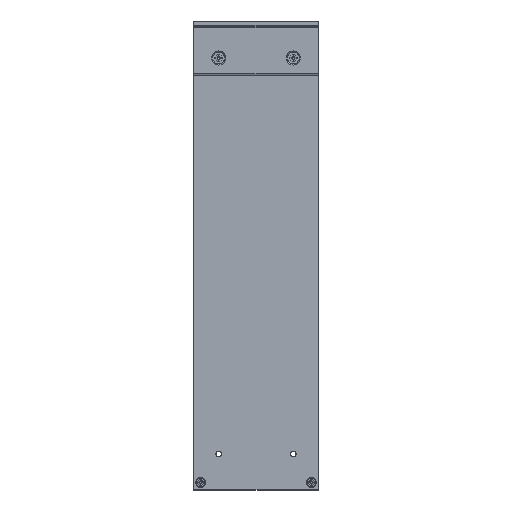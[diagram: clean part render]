
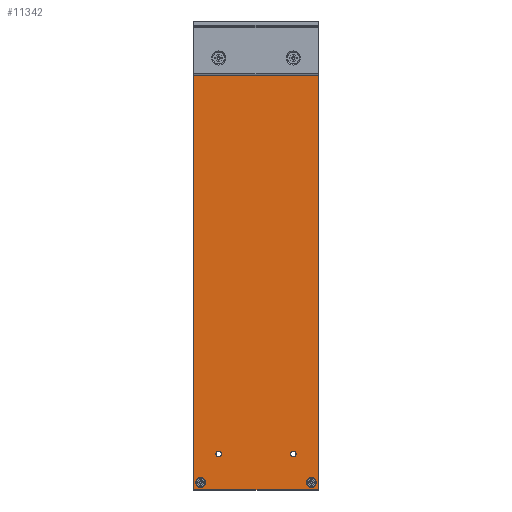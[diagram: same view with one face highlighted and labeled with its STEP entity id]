
A CAD part, front view. The second image highlights one B-rep face of the part: STEP entity #11342.
In plain terms, the highlighted planar face has unit normal (0, -1, 0).
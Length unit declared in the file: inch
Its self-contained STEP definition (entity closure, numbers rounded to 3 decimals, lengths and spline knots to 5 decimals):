
#298 = FACE_BOUND ( 'NONE', #54830, .T. ) ;
#516 = CARTESIAN_POINT ( 'NONE',  ( -0.007, -0.31353, 1. ) ) ;
#649 = EDGE_CURVE ( 'NONE', #11956, #12020, #59648, .T. ) ;
#1335 = DIRECTION ( 'NONE',  ( -1., 0., 0. ) ) ;
#1419 = AXIS2_PLACEMENT_3D ( 'NONE', #68940, #40961, #62596 ) ;
#1847 = CARTESIAN_POINT ( 'NONE',  ( 0.69241, -0.31353, 13. ) ) ;
#3152 = ORIENTED_EDGE ( 'NONE', *, *, #43636, .T. ) ;
#3305 = EDGE_CURVE ( 'NONE', #10713, #10713, #19772, .T. ) ;
#3424 = LINE ( 'NONE', #50881, #50440 ) ;
#3978 = ORIENTED_EDGE ( 'NONE', *, *, #3305, .T. ) ;
#4914 = FACE_BOUND ( 'NONE', #11970, .T. ) ;
#5136 = DIRECTION ( 'NONE',  ( -1., 0., 0. ) ) ;
#5257 = FACE_BOUND ( 'NONE', #37160, .T. ) ;
#5322 = ORIENTED_EDGE ( 'NONE', *, *, #7063, .T. ) ;
#5521 = DIRECTION ( 'NONE',  ( 1., 0., 0. ) ) ;
#5862 = AXIS2_PLACEMENT_3D ( 'NONE', #39585, #55456, #1335 ) ;
#5916 = EDGE_CURVE ( 'NONE', #55297, #55297, #15004, .T. ) ;
#6134 = AXIS2_PLACEMENT_3D ( 'NONE', #70097, #21515, #32530 ) ;
#7063 = EDGE_CURVE ( 'NONE', #22699, #22699, #7286, .T. ) ;
#7194 = AXIS2_PLACEMENT_3D ( 'NONE', #56948, #23616, #9115 ) ;
#7242 = FACE_BOUND ( 'NONE', #30123, .T. ) ;
#7286 = CIRCLE ( 'NONE', #26436, 0.1378 ) ;
#7727 = VERTEX_POINT ( 'NONE', #67630 ) ;
#9115 = DIRECTION ( 'NONE',  ( 1., 0., 0. ) ) ;
#10387 = CARTESIAN_POINT ( 'NONE',  ( 0.69241, -0.31353, 0. ) ) ;
#10713 = VERTEX_POINT ( 'NONE', #48593 ) ;
#11193 = CIRCLE ( 'NONE', #26945, 0.07799 ) ;
#11342 = ADVANCED_FACE ( 'NONE', ( #4914, #21182, #7242, #5257, #42488, #39526, #59809, #298, #64450 ), #53753, .T. ) ;
#11956 = VERTEX_POINT ( 'NONE', #35801 ) ;
#11970 = EDGE_LOOP ( 'NONE', ( #45618 ) ) ;
#12020 = VERTEX_POINT ( 'NONE', #49496 ) ;
#12843 = CARTESIAN_POINT ( 'NONE',  ( -2.15585, -0.31353, 12. ) ) ;
#13178 = DIRECTION ( 'NONE',  ( 0., 1., 0. ) ) ;
#13490 = DIRECTION ( 'NONE',  ( -1., 0., 0. ) ) ;
#13892 = CARTESIAN_POINT ( 'NONE',  ( 0.63186, -0.31353, 0.21 ) ) ;
#14178 = VECTOR ( 'NONE', #13490, 39.37008 ) ;
#14491 = EDGE_CURVE ( 'NONE', #24787, #24787, #11193, .T. ) ;
#15004 = CIRCLE ( 'NONE', #1419, 0.07799 ) ;
#16214 = DIRECTION ( 'NONE',  ( 0., 1., 0. ) ) ;
#19772 = CIRCLE ( 'NONE', #39009, 0.07799 ) ;
#20309 = EDGE_CURVE ( 'NONE', #33620, #33620, #36471, .T. ) ;
#21117 = EDGE_LOOP ( 'NONE', ( #24163, #3152, #49951, #35531 ) ) ;
#21127 = CARTESIAN_POINT ( 'NONE',  ( 0.49407, -0.31353, 12.79 ) ) ;
#21182 = FACE_BOUND ( 'NONE', #63847, .T. ) ;
#21515 = DIRECTION ( 'NONE',  ( 0., -1., 0. ) ) ;
#21574 = DIRECTION ( 'NONE',  ( 0., 1., 0. ) ) ;
#22699 = VERTEX_POINT ( 'NONE', #39423 ) ;
#23616 = DIRECTION ( 'NONE',  ( 0., 1., 0. ) ) ;
#24163 = ORIENTED_EDGE ( 'NONE', *, *, #59779, .T. ) ;
#24787 = VERTEX_POINT ( 'NONE', #46422 ) ;
#24998 = DIRECTION ( 'NONE',  ( 0., 0., -1. ) ) ;
#26102 = CARTESIAN_POINT ( 'NONE',  ( -2.77727, -0.31353, 13. ) ) ;
#26436 = AXIS2_PLACEMENT_3D ( 'NONE', #60202, #21574, #48842 ) ;
#26945 = AXIS2_PLACEMENT_3D ( 'NONE', #38714, #13178, #55985 ) ;
#27179 = VERTEX_POINT ( 'NONE', #38969 ) ;
#27590 = VECTOR ( 'NONE', #60922, 39.37008 ) ;
#28410 = EDGE_CURVE ( 'NONE', #48047, #11956, #3424, .T. ) ;
#28870 = CIRCLE ( 'NONE', #65167, 0.1378 ) ;
#29283 = CARTESIAN_POINT ( 'NONE',  ( -0.08499, -0.31353, 12. ) ) ;
#30123 = EDGE_LOOP ( 'NONE', ( #31630 ) ) ;
#30983 = EDGE_CURVE ( 'NONE', #62058, #62058, #46988, .T. ) ;
#31630 = ORIENTED_EDGE ( 'NONE', *, *, #42211, .T. ) ;
#32530 = DIRECTION ( 'NONE',  ( 1., 0., 0. ) ) ;
#33620 = VERTEX_POINT ( 'NONE', #29283 ) ;
#33713 = EDGE_LOOP ( 'NONE', ( #34615 ) ) ;
#34615 = ORIENTED_EDGE ( 'NONE', *, *, #5916, .T. ) ;
#35164 = VECTOR ( 'NONE', #64633, 39.37008 ) ;
#35531 = ORIENTED_EDGE ( 'NONE', *, *, #649, .T. ) ;
#35634 = VERTEX_POINT ( 'NONE', #1847 ) ;
#35801 = CARTESIAN_POINT ( 'NONE',  ( -2.77727, -0.31353, 0. ) ) ;
#36471 = CIRCLE ( 'NONE', #5862, 0.07799 ) ;
#36893 = AXIS2_PLACEMENT_3D ( 'NONE', #40246, #61851, #56481 ) ;
#37160 = EDGE_LOOP ( 'NONE', ( #46244 ) ) ;
#37796 = CIRCLE ( 'NONE', #7194, 0.1378 ) ;
#37817 = ORIENTED_EDGE ( 'NONE', *, *, #14491, .T. ) ;
#38714 = CARTESIAN_POINT ( 'NONE',  ( -2.07786, -0.31353, 1. ) ) ;
#38953 = ORIENTED_EDGE ( 'NONE', *, *, #20309, .T. ) ;
#38969 = CARTESIAN_POINT ( 'NONE',  ( -2.44113, -0.31353, 0.21 ) ) ;
#39009 = AXIS2_PLACEMENT_3D ( 'NONE', #516, #43368, #5136 ) ;
#39359 = CARTESIAN_POINT ( 'NONE',  ( 0.69241, -0.31353, 0. ) ) ;
#39423 = CARTESIAN_POINT ( 'NONE',  ( -2.44113, -0.31353, 12.79 ) ) ;
#39526 = FACE_BOUND ( 'NONE', #57154, .T. ) ;
#39585 = CARTESIAN_POINT ( 'NONE',  ( -0.007, -0.31353, 12. ) ) ;
#40246 = CARTESIAN_POINT ( 'NONE',  ( 0.49407, -0.31353, 0.21 ) ) ;
#40961 = DIRECTION ( 'NONE',  ( 0., 1., 0. ) ) ;
#42211 = EDGE_CURVE ( 'NONE', #27179, #27179, #37796, .T. ) ;
#42488 = FACE_BOUND ( 'NONE', #33713, .T. ) ;
#43368 = DIRECTION ( 'NONE',  ( 0., 1., 0. ) ) ;
#43636 = EDGE_CURVE ( 'NONE', #35634, #48047, #67337, .T. ) ;
#45294 = CARTESIAN_POINT ( 'NONE',  ( 0.69241, -0.31353, 13. ) ) ;
#45618 = ORIENTED_EDGE ( 'NONE', *, *, #48453, .T. ) ;
#46244 = ORIENTED_EDGE ( 'NONE', *, *, #30983, .T. ) ;
#46422 = CARTESIAN_POINT ( 'NONE',  ( -2.15585, -0.31353, 1. ) ) ;
#46988 = CIRCLE ( 'NONE', #36893, 0.1378 ) ;
#48047 = VERTEX_POINT ( 'NONE', #26102 ) ;
#48453 = EDGE_CURVE ( 'NONE', #7727, #7727, #28870, .T. ) ;
#48593 = CARTESIAN_POINT ( 'NONE',  ( -0.08499, -0.31353, 1. ) ) ;
#48842 = DIRECTION ( 'NONE',  ( 1., 0., 0. ) ) ;
#49496 = CARTESIAN_POINT ( 'NONE',  ( 0.69241, -0.31353, 0. ) ) ;
#49951 = ORIENTED_EDGE ( 'NONE', *, *, #28410, .T. ) ;
#50440 = VECTOR ( 'NONE', #24998, 39.37008 ) ;
#50881 = CARTESIAN_POINT ( 'NONE',  ( -2.77727, -0.31353, 0. ) ) ;
#53753 = PLANE ( 'NONE',  #6134 ) ;
#54830 = EDGE_LOOP ( 'NONE', ( #3978 ) ) ;
#55297 = VERTEX_POINT ( 'NONE', #12843 ) ;
#55456 = DIRECTION ( 'NONE',  ( 0., 1., 0. ) ) ;
#55985 = DIRECTION ( 'NONE',  ( -1., 0., 0. ) ) ;
#56481 = DIRECTION ( 'NONE',  ( 1., 0., 0. ) ) ;
#56948 = CARTESIAN_POINT ( 'NONE',  ( -2.57893, -0.31353, 0.21 ) ) ;
#57154 = EDGE_LOOP ( 'NONE', ( #38953 ) ) ;
#59648 = LINE ( 'NONE', #10387, #35164 ) ;
#59779 = EDGE_CURVE ( 'NONE', #12020, #35634, #66301, .T. ) ;
#59809 = FACE_BOUND ( 'NONE', #69921, .T. ) ;
#60202 = CARTESIAN_POINT ( 'NONE',  ( -2.57893, -0.31353, 12.79 ) ) ;
#60922 = DIRECTION ( 'NONE',  ( 0., 0., 1. ) ) ;
#61851 = DIRECTION ( 'NONE',  ( 0., 1., 0. ) ) ;
#62058 = VERTEX_POINT ( 'NONE', #13892 ) ;
#62596 = DIRECTION ( 'NONE',  ( -1., 0., 0. ) ) ;
#63847 = EDGE_LOOP ( 'NONE', ( #5322 ) ) ;
#64450 = FACE_OUTER_BOUND ( 'NONE', #21117, .T. ) ;
#64633 = DIRECTION ( 'NONE',  ( 1., 0., 0. ) ) ;
#65167 = AXIS2_PLACEMENT_3D ( 'NONE', #21127, #16214, #5521 ) ;
#66301 = LINE ( 'NONE', #39359, #27590 ) ;
#67337 = LINE ( 'NONE', #45294, #14178 ) ;
#67630 = CARTESIAN_POINT ( 'NONE',  ( 0.63186, -0.31353, 12.79 ) ) ;
#68940 = CARTESIAN_POINT ( 'NONE',  ( -2.07786, -0.31353, 12. ) ) ;
#69921 = EDGE_LOOP ( 'NONE', ( #37817 ) ) ;
#70097 = CARTESIAN_POINT ( 'NONE',  ( 0.69241, -0.31353, 0. ) ) ;
